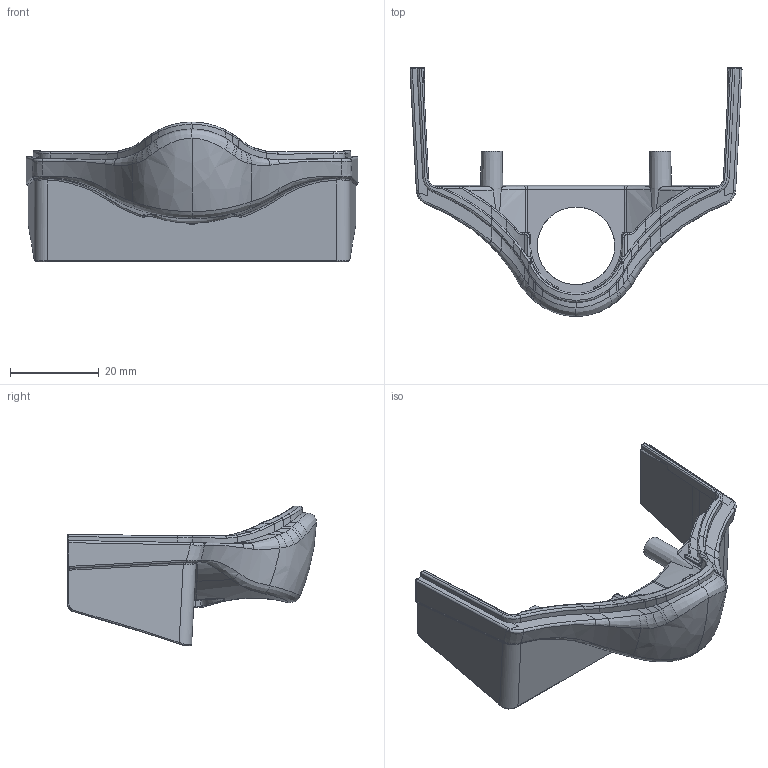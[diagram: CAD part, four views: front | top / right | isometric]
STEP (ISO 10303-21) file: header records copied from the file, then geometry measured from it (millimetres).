
FILE_DESCRIPTION(/* description */ (''),/* implementation_level */ '2;1');
FILE_NAME(/* name */ '4ed28d89-5042-4ddc-983e-334100940b2c.stp',/* time_stamp */ '2019-09-01T14:40:11-06:00',/* author */ ('sridharPR5JY'),/* organization */ (''),/* preprocessor_version */ 'ST-DEVELOPER v18',/* originating_system */ 'Autodesk Translation Framework v8.2.0.1029',/* authorisation */ '');
FILE_SCHEMA (('AUTOMOTIVE_DESIGN { 1 0 10303 214 3 1 1 }'));
Products named in the file (1): BODY_BASE_CONNECTOR_FRONT
Bounding box: 74.89 x 56.13 x 31.55 mm (x, y, z)
Volume: 8350.8 mm3; surface area: 9679.3 mm2
Topology: 1 solids, 1 shells, 509 faces, 1232 edges, 723 vertices
Faces by surface type: bspline 343, cylinder 84, plane 61, cone 13, sphere 8
Full cylindrical faces by diameter (mm): 2.3 x2, 17.5 x1
Entity records: 38167 total; most frequent: CARTESIAN_POINT 28382, ORIENTED_EDGE 2454, DIRECTION 1453, EDGE_CURVE 1227, VERTEX_POINT 723, AXIS2_PLACEMENT_3D 589, B_SPLINE_CURVE_WITH_KNOTS 530, EDGE_LOOP 514
